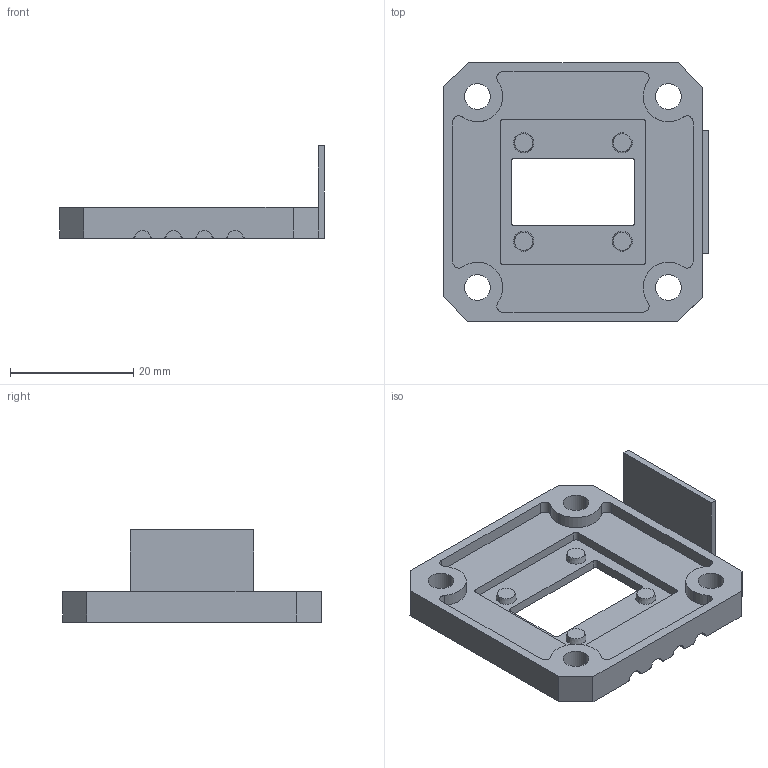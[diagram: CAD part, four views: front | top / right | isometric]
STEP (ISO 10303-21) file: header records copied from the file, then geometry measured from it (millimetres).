
FILE_DESCRIPTION (( 'STEP AP214' ), '1' );
FILE_NAME ('AS5600 holder.STEP', '2022-05-07T07:03:40', ( '' ), ( '' ), 'SwSTEP 2.0', 'SolidWorks 2021', '' );
FILE_SCHEMA (( 'AUTOMOTIVE_DESIGN' ));
Length unit declared in the file: millimetre
Products named in the file (1): AS5600 holder
Bounding box: 43 x 42 x 15 mm (x, y, z)
Volume: 4777.3 mm3; surface area: 5081.3 mm2
Topology: 1 solids, 1 shells, 101 faces, 268 edges, 178 vertices
Faces by surface type: cylinder 52, plane 41, cone 8
Entity records: 3240 total; most frequent: DIRECTION 592, CARTESIAN_POINT 548, ORIENTED_EDGE 536, EDGE_CURVE 268, AXIS2_PLACEMENT_3D 222, VERTEX_POINT 178, VECTOR 148, LINE 148
